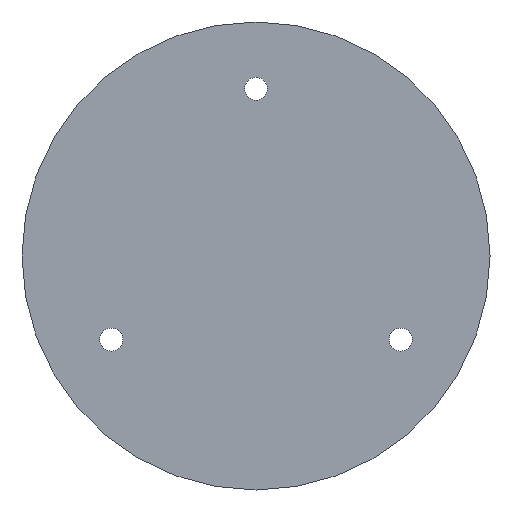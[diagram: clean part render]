
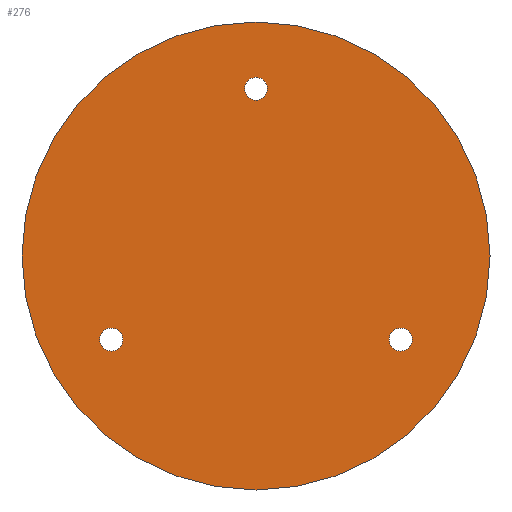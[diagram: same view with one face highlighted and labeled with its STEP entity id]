
A CAD part, front view. The second image highlights one B-rep face of the part: STEP entity #276.
In plain terms, the highlighted planar face has unit normal (0, -1, 0).
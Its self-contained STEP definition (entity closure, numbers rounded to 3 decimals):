
#2 = CIRCLE ( 'NONE', #703, 1.55 ) ;
#7 = DIRECTION ( 'NONE',  ( 0., 1., 0. ) ) ;
#11 = AXIS2_PLACEMENT_3D ( 'NONE', #354, #244, #707 ) ;
#18 = CARTESIAN_POINT ( 'NONE',  ( 19.486, 0., -12.8 ) ) ;
#33 = ORIENTED_EDGE ( 'NONE', *, *, #163, .F. ) ;
#37 = ORIENTED_EDGE ( 'NONE', *, *, #287, .T. ) ;
#42 = FACE_OUTER_BOUND ( 'NONE', #49, .T. ) ;
#44 = VERTEX_POINT ( 'NONE', #654 ) ;
#49 = EDGE_LOOP ( 'NONE', ( #495, #33 ) ) ;
#52 = ORIENTED_EDGE ( 'NONE', *, *, #53, .T. ) ;
#53 = EDGE_CURVE ( 'NONE', #100, #98, #661, .T. ) ;
#57 = AXIS2_PLACEMENT_3D ( 'NONE', #240, #7, #694 ) ;
#73 = AXIS2_PLACEMENT_3D ( 'NONE', #304, #642, #302 ) ;
#89 = AXIS2_PLACEMENT_3D ( 'NONE', #515, #119, #678 ) ;
#93 = CARTESIAN_POINT ( 'NONE',  ( 0., 0., -31.5 ) ) ;
#98 = VERTEX_POINT ( 'NONE', #534 ) ;
#99 = EDGE_CURVE ( 'NONE', #387, #369, #290, .T. ) ;
#100 = VERTEX_POINT ( 'NONE', #18 ) ;
#110 = EDGE_LOOP ( 'NONE', ( #52, #37 ) ) ;
#119 = DIRECTION ( 'NONE',  ( 0., 1., 0. ) ) ;
#145 = CIRCLE ( 'NONE', #89, 31.5 ) ;
#152 = DIRECTION ( 'NONE',  ( 0., 0., -1. ) ) ;
#156 = DIRECTION ( 'NONE',  ( 0., 1., 0. ) ) ;
#157 = CARTESIAN_POINT ( 'NONE',  ( 19.486, 0., -11.25 ) ) ;
#163 = EDGE_CURVE ( 'NONE', #566, #215, #298, .T. ) ;
#165 = CARTESIAN_POINT ( 'NONE',  ( -19.486, 0., -9.7 ) ) ;
#167 = CARTESIAN_POINT ( 'NONE',  ( 0., 0., 24.05 ) ) ;
#178 = AXIS2_PLACEMENT_3D ( 'NONE', #157, #564, #666 ) ;
#186 = DIRECTION ( 'NONE',  ( 0., 0., 1. ) ) ;
#212 = DIRECTION ( 'NONE',  ( 0., 1., 0. ) ) ;
#214 = EDGE_CURVE ( 'NONE', #330, #44, #2, .T. ) ;
#215 = VERTEX_POINT ( 'NONE', #93 ) ;
#240 = CARTESIAN_POINT ( 'NONE',  ( 0., 0., 22.5 ) ) ;
#244 = DIRECTION ( 'NONE',  ( 0., 1., 0. ) ) ;
#258 = CARTESIAN_POINT ( 'NONE',  ( 0., 0., 20.95 ) ) ;
#269 = FACE_BOUND ( 'NONE', #277, .T. ) ;
#276 = ADVANCED_FACE ( 'NONE', ( #450, #42, #437, #269 ), #669, .F. ) ;
#277 = EDGE_LOOP ( 'NONE', ( #713, #712 ) ) ;
#287 = EDGE_CURVE ( 'NONE', #98, #100, #516, .T. ) ;
#290 = CIRCLE ( 'NONE', #348, 1.55 ) ;
#298 = CIRCLE ( 'NONE', #11, 31.5 ) ;
#302 = DIRECTION ( 'NONE',  ( 0., 0., 1. ) ) ;
#304 = CARTESIAN_POINT ( 'NONE',  ( 19.486, 0., -11.25 ) ) ;
#315 = CARTESIAN_POINT ( 'NONE',  ( -19.486, 0., -11.25 ) ) ;
#329 = AXIS2_PLACEMENT_3D ( 'NONE', #315, #156, #548 ) ;
#330 = VERTEX_POINT ( 'NONE', #165 ) ;
#348 = AXIS2_PLACEMENT_3D ( 'NONE', #537, #690, #186 ) ;
#354 = CARTESIAN_POINT ( 'NONE',  ( 0., 0., 0. ) ) ;
#369 = VERTEX_POINT ( 'NONE', #258 ) ;
#378 = ORIENTED_EDGE ( 'NONE', *, *, #507, .T. ) ;
#387 = VERTEX_POINT ( 'NONE', #167 ) ;
#390 = CIRCLE ( 'NONE', #329, 1.55 ) ;
#399 = EDGE_CURVE ( 'NONE', #215, #566, #145, .T. ) ;
#424 = EDGE_LOOP ( 'NONE', ( #378, #471 ) ) ;
#428 = DIRECTION ( 'NONE',  ( 0., 1., 0. ) ) ;
#437 = FACE_BOUND ( 'NONE', #424, .T. ) ;
#450 = FACE_BOUND ( 'NONE', #110, .T. ) ;
#471 = ORIENTED_EDGE ( 'NONE', *, *, #99, .T. ) ;
#495 = ORIENTED_EDGE ( 'NONE', *, *, #399, .F. ) ;
#499 = CARTESIAN_POINT ( 'NONE',  ( -19.486, 0., -11.25 ) ) ;
#506 = DIRECTION ( 'NONE',  ( 0., 0., 1. ) ) ;
#507 = EDGE_CURVE ( 'NONE', #369, #387, #523, .T. ) ;
#515 = CARTESIAN_POINT ( 'NONE',  ( 0., 0., 0. ) ) ;
#516 = CIRCLE ( 'NONE', #178, 1.55 ) ;
#523 = CIRCLE ( 'NONE', #57, 1.55 ) ;
#534 = CARTESIAN_POINT ( 'NONE',  ( 19.486, 0., -9.7 ) ) ;
#537 = CARTESIAN_POINT ( 'NONE',  ( 0., 0., 22.5 ) ) ;
#548 = DIRECTION ( 'NONE',  ( 0., 0., -1. ) ) ;
#564 = DIRECTION ( 'NONE',  ( 0., 1., 0. ) ) ;
#566 = VERTEX_POINT ( 'NONE', #689 ) ;
#642 = DIRECTION ( 'NONE',  ( 0., 1., 0. ) ) ;
#654 = CARTESIAN_POINT ( 'NONE',  ( -19.486, 0., -12.8 ) ) ;
#661 = CIRCLE ( 'NONE', #73, 1.55 ) ;
#663 = CARTESIAN_POINT ( 'NONE',  ( 0., 0., 0. ) ) ;
#666 = DIRECTION ( 'NONE',  ( 0., 0., 1. ) ) ;
#669 = PLANE ( 'NONE',  #691 ) ;
#678 = DIRECTION ( 'NONE',  ( 0., 0., 1. ) ) ;
#689 = CARTESIAN_POINT ( 'NONE',  ( 0., 0., 31.5 ) ) ;
#690 = DIRECTION ( 'NONE',  ( 0., 1., 0. ) ) ;
#691 = AXIS2_PLACEMENT_3D ( 'NONE', #663, #428, #506 ) ;
#694 = DIRECTION ( 'NONE',  ( 0., 0., 1. ) ) ;
#703 = AXIS2_PLACEMENT_3D ( 'NONE', #499, #212, #152 ) ;
#707 = DIRECTION ( 'NONE',  ( 0., 0., 1. ) ) ;
#712 = ORIENTED_EDGE ( 'NONE', *, *, #214, .T. ) ;
#713 = ORIENTED_EDGE ( 'NONE', *, *, #725, .T. ) ;
#725 = EDGE_CURVE ( 'NONE', #44, #330, #390, .T. ) ;
